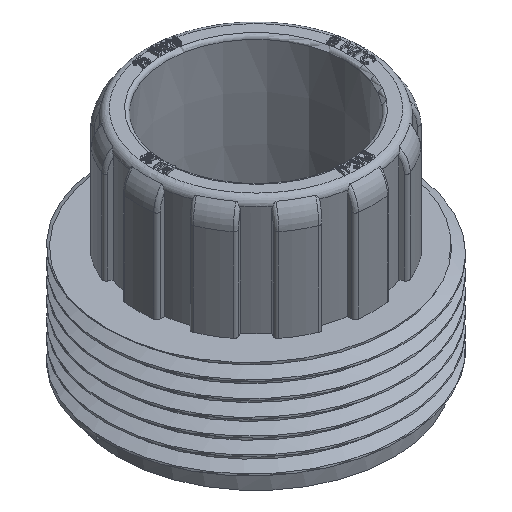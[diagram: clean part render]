
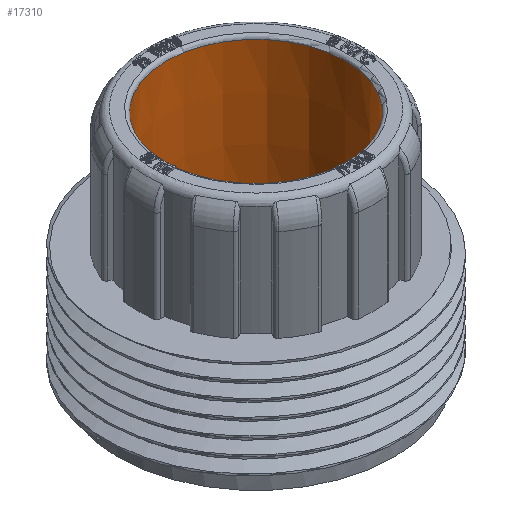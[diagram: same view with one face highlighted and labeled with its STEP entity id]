
A CAD part, isometric view. The second image highlights one B-rep face of the part: STEP entity #17310.
In plain terms, the highlighted conical face has half-angle 0.441 degrees and reference radius 12.65 mm.
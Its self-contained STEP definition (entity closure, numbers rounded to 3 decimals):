
#49=CONICAL_SURFACE('',#18343,12.65,0.008);
#911=FACE_OUTER_BOUND('',#1837,.T.);
#1837=EDGE_LOOP('',(#12830,#12831,#12832,#12833));
#2722=CIRCLE('',#18216,12.646);
#2826=CIRCLE('',#18341,12.5);
#3616=LINE('',#28290,#5925);
#5925=VECTOR('',#20121,12.65);
#7672=VERTEX_POINT('',#25879);
#8378=VERTEX_POINT('',#28285);
#9413=EDGE_CURVE('',#7672,#7672,#2722,.T.);
#10159=EDGE_CURVE('',#8378,#8378,#2826,.T.);
#10161=EDGE_CURVE('',#8378,#7672,#3616,.T.);
#12830=ORIENTED_EDGE('',*,*,#10159,.T.);
#12831=ORIENTED_EDGE('',*,*,#10161,.T.);
#12832=ORIENTED_EDGE('',*,*,#9413,.T.);
#12833=ORIENTED_EDGE('',*,*,#10161,.F.);
#17310=ADVANCED_FACE('',(#911),#49,.F.);
#18216=AXIS2_PLACEMENT_3D('',#25880,#19284,#19285);
#18341=AXIS2_PLACEMENT_3D('',#28286,#20115,#20116);
#18343=AXIS2_PLACEMENT_3D('',#28289,#20119,#20120);
#19284=DIRECTION('center_axis',(0.,0.,1.));
#19285=DIRECTION('ref_axis',(-1.,0.,0.));
#20115=DIRECTION('center_axis',(0.,0.,-1.));
#20116=DIRECTION('ref_axis',(-1.,0.,0.));
#20119=DIRECTION('center_axis',(0.,0.,1.));
#20120=DIRECTION('ref_axis',(-1.,0.,0.));
#20121=DIRECTION('',(0.008,0.,1.));
#25879=CARTESIAN_POINT('',(12.646,0.,32.504));
#25880=CARTESIAN_POINT('Origin',(0.,0.,32.504));
#28285=CARTESIAN_POINT('',(12.5,0.,13.5));
#28286=CARTESIAN_POINT('Origin',(0.,0.,13.5));
#28289=CARTESIAN_POINT('Origin',(0.,0.,33.));
#28290=CARTESIAN_POINT('',(12.65,0.,33.));
